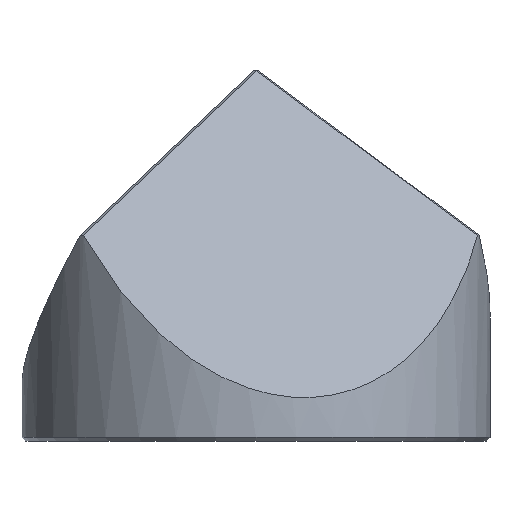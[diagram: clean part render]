
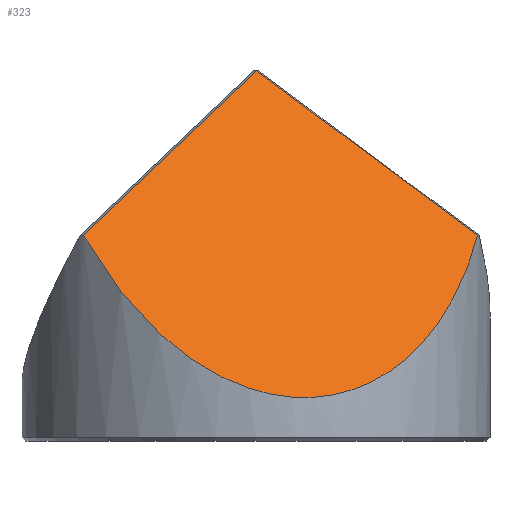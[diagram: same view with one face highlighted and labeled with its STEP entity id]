
A CAD part, front view. The second image highlights one B-rep face of the part: STEP entity #323.
In plain terms, the highlighted planar face has unit normal (0.168, -0.799, 0.577).
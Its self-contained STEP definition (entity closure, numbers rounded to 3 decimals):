
#27 = DIRECTION ( 'NONE',  ( 0.168, -0.799, 0.577 ) ) ;
#36 = AXIS2_PLACEMENT_3D ( 'NONE', #55, #27, #84 ) ;
#41 = CARTESIAN_POINT ( 'NONE',  ( 6.013, -2.04, 4.914 ) ) ;
#48 = CARTESIAN_POINT ( 'NONE',  ( -4.679, -4.293, 4.914 ) ) ;
#50 = EDGE_LOOP ( 'NONE', ( #73, #145, #137 ) ) ;
#55 = CARTESIAN_POINT ( 'NONE',  ( 0.922, -4.378, 3.163 ) ) ;
#71 = CARTESIAN_POINT ( 'NONE',  ( -1.02, -8.28, -1.671 ) ) ;
#73 = ORIENTED_EDGE ( 'NONE', *, *, #196, .T. ) ;
#78 = LINE ( 'NONE', #155, #326 ) ;
#84 = DIRECTION ( 'NONE',  ( 0., -0.586, -0.811 ) ) ;
#87 = VERTEX_POINT ( 'NONE', #236 ) ;
#102 = VECTOR ( 'NONE', #284, 1000. ) ;
#113 = LINE ( 'NONE', #279, #102 ) ;
#116 = FACE_OUTER_BOUND ( 'NONE', #50, .T. ) ;
#137 = ORIENTED_EDGE ( 'NONE', *, *, #251, .T. ) ;
#145 = ORIENTED_EDGE ( 'NONE', *, *, #315, .T. ) ;
#155 = CARTESIAN_POINT ( 'NONE',  ( 4.192, -1.444, 6.269 ) ) ;
#171 = CARTESIAN_POINT ( 'NONE',  ( 6.013, -2.04, 4.914 ) ) ;
#196 = EDGE_CURVE ( 'NONE', #306, #87, #78, .T. ) ;
#216 = VERTEX_POINT ( 'NONE', #48 ) ;
#225 = PLANE ( 'NONE',  #36 ) ;
#236 = CARTESIAN_POINT ( 'NONE',  ( 0.017, -0.08, 9.375 ) ) ;
#243 = DIRECTION ( 'NONE',  ( -0.776, 0.254, 0.577 ) ) ;
#251 = EDGE_CURVE ( 'NONE', #216, #306, #286, .T. ) ;
#275 = CARTESIAN_POINT ( 'NONE',  ( -4.679, -4.293, 4.914 ) ) ;
#279 = CARTESIAN_POINT ( 'NONE',  ( -3.252, -3.013, 6.269 ) ) ;
#284 = DIRECTION ( 'NONE',  ( -0.608, -0.545, -0.577 ) ) ;
#286 =( BOUNDED_CURVE ( )  B_SPLINE_CURVE ( 3, ( #275, #71, #296, #41 ),
 .UNSPECIFIED., .F., .T. ) 
 B_SPLINE_CURVE_WITH_KNOTS ( ( 4, 4 ),
 ( 5.247, 7.319 ),
 .UNSPECIFIED. ) 
 CURVE ( )  GEOMETRIC_REPRESENTATION_ITEM ( )  RATIONAL_B_SPLINE_CURVE ( ( 1., 0.673, 0.673, 1. ) ) 
 REPRESENTATION_ITEM ( '' )  );
#296 = CARTESIAN_POINT ( 'NONE',  ( 4.275, -7.165, -1.671 ) ) ;
#306 = VERTEX_POINT ( 'NONE', #171 ) ;
#315 = EDGE_CURVE ( 'NONE', #87, #216, #113, .T. ) ;
#323 = ADVANCED_FACE ( 'NONE', ( #116 ), #225, .T. ) ;
#326 = VECTOR ( 'NONE', #243, 1000. ) ;
